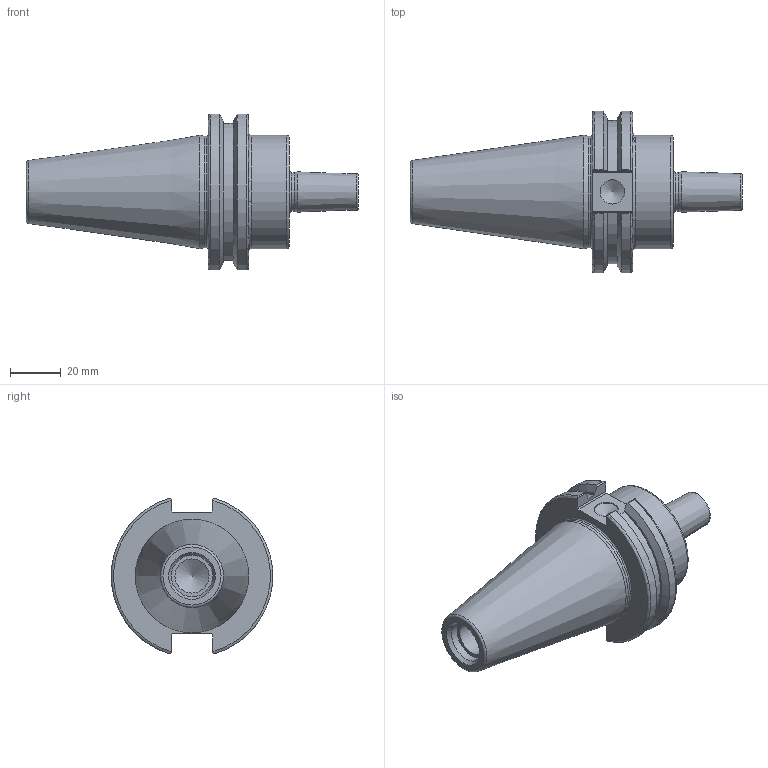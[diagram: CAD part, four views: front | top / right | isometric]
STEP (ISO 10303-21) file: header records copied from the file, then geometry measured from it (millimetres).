
FILE_DESCRIPTION(/* description */ (''),/* implementation_level */ '2;1');
FILE_NAME(/* name */ 'CAT40-JTA33-1.50(20231109).stp',/* time_stamp */ '2023-11-09T15:19:04+09:00',/* author */ ('SSKT'),/* organization */ (''),/* preprocessor_version */ 'ST-DEVELOPER v19.2',/* originating_system */ 'Autodesk Inventor 2024',/* authorisation */ '');
FILE_SCHEMA (('AUTOMOTIVE_DESIGN { 1 0 10303 214 3 1 1 }'));
Length unit declared in the file: millimetre
Products named in the file (1): CAT50
Bounding box: 130.23 x 63.26 x 61.09 mm (x, y, z)
Volume: 136362.7 mm3; surface area: 21947.9 mm2
Topology: 1 solids, 1 shells, 61 faces, 161 edges, 105 vertices
Faces by surface type: plane 28, cylinder 12, cone 11, torus 10
Full cylindrical faces by diameter (mm): 9.525 x1, 13.386 x1, 15.25 x1, 16.3 x1, 43.6 x1, 44.45 x1
Entity records: 1981 total; most frequent: CARTESIAN_POINT 464, ORIENTED_EDGE 318, DIRECTION 304, EDGE_CURVE 159, AXIS2_PLACEMENT_3D 117, VERTEX_POINT 105, LINE 70, VECTOR 70
